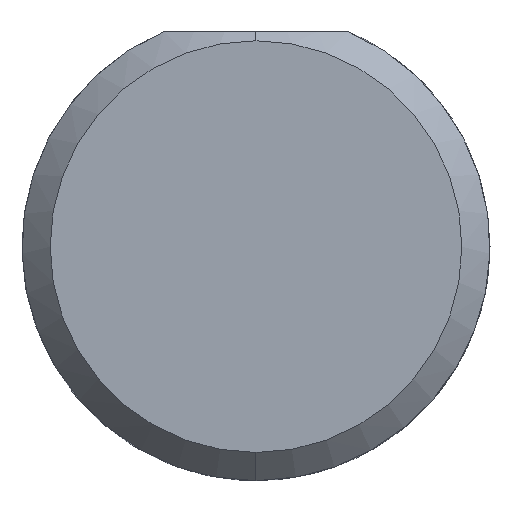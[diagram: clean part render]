
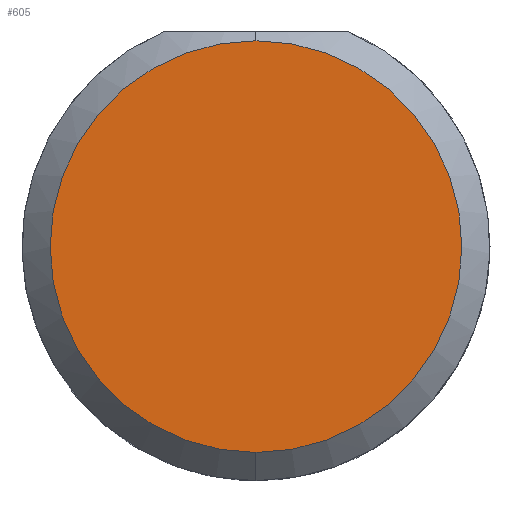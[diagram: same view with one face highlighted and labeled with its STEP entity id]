
A CAD part, left-side view. The second image highlights one B-rep face of the part: STEP entity #605.
In plain terms, the highlighted planar face has unit normal (-1, 0, 0).
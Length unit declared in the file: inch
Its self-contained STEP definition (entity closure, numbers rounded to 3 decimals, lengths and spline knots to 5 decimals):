
#5 = ORIENTED_EDGE ( 'NONE', *, *, #138, .T. ) ;
#37 = EDGE_LOOP ( 'NONE', ( #5, #473 ) ) ;
#119 = PLANE ( 'NONE',  #419 ) ;
#129 = VERTEX_POINT ( 'NONE', #201 ) ;
#138 = EDGE_CURVE ( 'NONE', #258, #129, #216, .T. ) ;
#169 = CIRCLE ( 'NONE', #450, 0.10985 ) ;
#201 = CARTESIAN_POINT ( 'NONE',  ( 0., 0., 0.10985 ) ) ;
#216 = CIRCLE ( 'NONE', #277, 0.10985 ) ;
#253 = DIRECTION ( 'NONE',  ( 0., 0., 1. ) ) ;
#258 = VERTEX_POINT ( 'NONE', #483 ) ;
#274 = DIRECTION ( 'NONE',  ( -1., 0., 0. ) ) ;
#277 = AXIS2_PLACEMENT_3D ( 'NONE', #309, #610, #253 ) ;
#309 = CARTESIAN_POINT ( 'NONE',  ( 0., 0., 0. ) ) ;
#386 = EDGE_CURVE ( 'NONE', #129, #258, #169, .T. ) ;
#419 = AXIS2_PLACEMENT_3D ( 'NONE', #498, #504, #453 ) ;
#450 = AXIS2_PLACEMENT_3D ( 'NONE', #590, #274, #628 ) ;
#453 = DIRECTION ( 'NONE',  ( 0., 0., -1. ) ) ;
#473 = ORIENTED_EDGE ( 'NONE', *, *, #386, .T. ) ;
#483 = CARTESIAN_POINT ( 'NONE',  ( 0., 0., -0.10985 ) ) ;
#498 = CARTESIAN_POINT ( 'NONE',  ( 0., 0., 0. ) ) ;
#504 = DIRECTION ( 'NONE',  ( 1., 0., 0. ) ) ;
#590 = CARTESIAN_POINT ( 'NONE',  ( 0., 0., 0. ) ) ;
#605 = ADVANCED_FACE ( 'NONE', ( #617 ), #119, .F. ) ;
#610 = DIRECTION ( 'NONE',  ( -1., 0., 0. ) ) ;
#617 = FACE_OUTER_BOUND ( 'NONE', #37, .T. ) ;
#628 = DIRECTION ( 'NONE',  ( 0., 0., 1. ) ) ;
